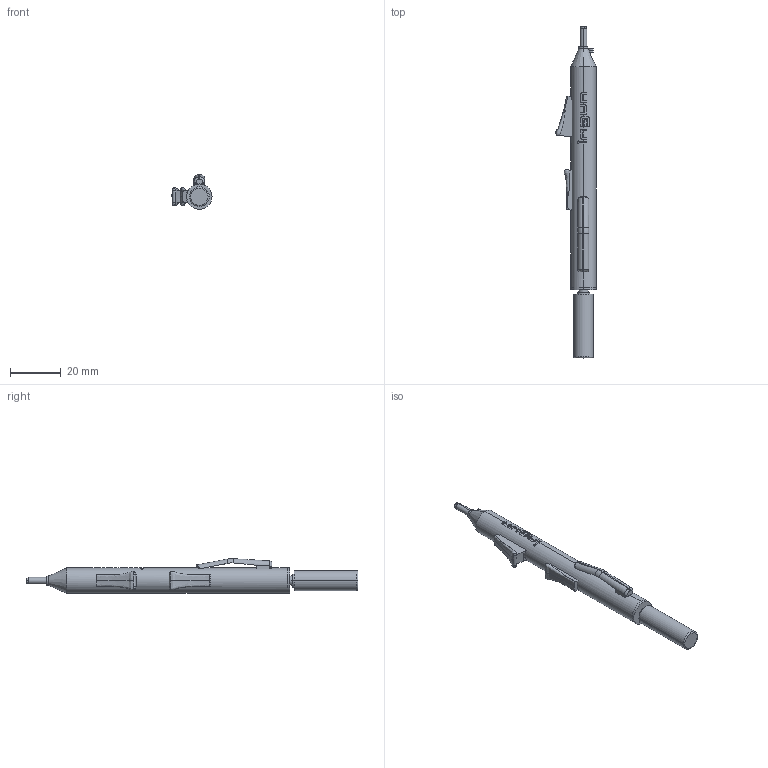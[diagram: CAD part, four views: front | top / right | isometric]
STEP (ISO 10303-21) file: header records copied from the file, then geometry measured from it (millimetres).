
FILE_DESCRIPTION (( 'STEP AP203' ), '1' );
FILE_NAME ('INGUN_SW-ZW-WP-075_A.STEP', '2021-02-16T09:35:25', ( '' ), ( '' ), 'SwSTEP 2.0', 'SolidWorks 2018', '' );
FILE_SCHEMA (( 'CONFIG_CONTROL_DESIGN' ));
Length unit declared in the file: millimetre
Products named in the file (1): INGUN_SW-ZW-WP-075_A
Bounding box: 15.84 x 130.85 x 13.69 mm (x, y, z)
Volume: 9023.3 mm3; surface area: 4576.4 mm2
Topology: 1 solids, 1 shells, 264 faces, 733 edges, 480 vertices
Faces by surface type: plane 106, cylinder 83, bspline 41, cone 24, torus 10
Entity records: 17106 total; most frequent: CARTESIAN_POINT 10798, ORIENTED_EDGE 1466, DIRECTION 1103, EDGE_CURVE 733, VERTEX_POINT 480, AXIS2_PLACEMENT_3D 426, EDGE_LOOP 275, ADVANCED_FACE 264
